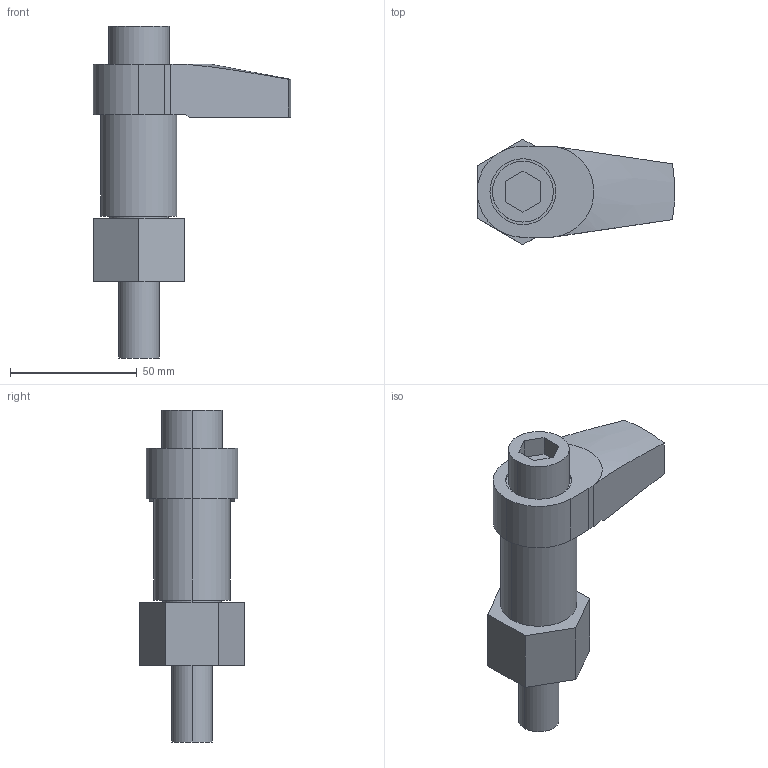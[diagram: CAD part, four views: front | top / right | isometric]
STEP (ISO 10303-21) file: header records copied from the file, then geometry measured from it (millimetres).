
FILE_DESCRIPTION (( 'STEP AP203' ), '1' );
FILE_NAME ('bj131-16160.STEP', '2021-10-25T01:10:22', ( '' ), ( '' ), 'SwSTEP 2.0', 'SolidWorks 2020', '' );
FILE_SCHEMA (( 'CONFIG_CONTROL_DESIGN' ));
Length unit declared in the file: millimetre
Products named in the file (4): bj131-16160_02; bj131-16160; bj131-16160_01; bj131-16160_03
Assembly tree (3 placements, depth 2):
  bj131-16160
    bj131-16160_01
    bj131-16160_02
    bj131-16160_03
Bounding box: 77.89 x 41.57 x 131 mm (x, y, z)
Volume: 110708.6 mm3; surface area: 31939.3 mm2
Topology: 3 solids, 3 shells, 56 faces, 124 edges, 82 vertices
Faces by surface type: plane 31, cylinder 23, cone 2
Entity records: 2004 total; most frequent: CARTESIAN_POINT 304, DIRECTION 291, ORIENTED_EDGE 248, EDGE_CURVE 124, AXIS2_PLACEMENT_3D 110, VERTEX_POINT 82, VECTOR 71, LINE 71
